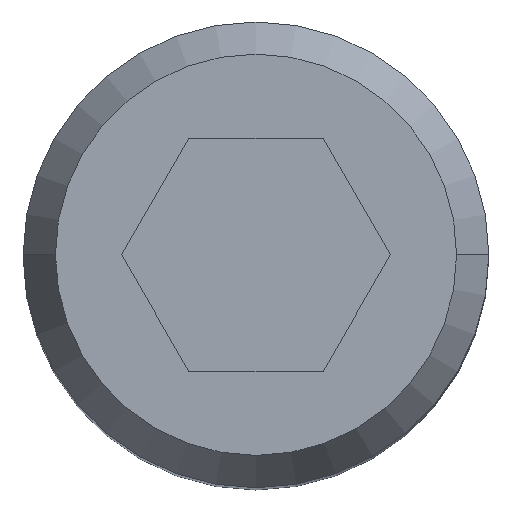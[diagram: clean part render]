
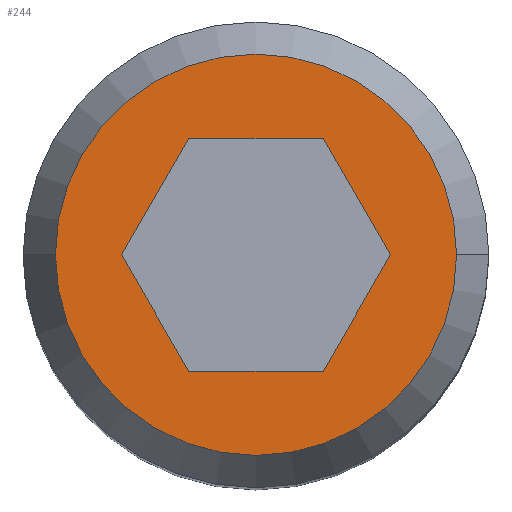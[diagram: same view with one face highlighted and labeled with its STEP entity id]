
A CAD part, top view. The second image highlights one B-rep face of the part: STEP entity #244.
In plain terms, the highlighted planar face has unit normal (0, 0, 1).
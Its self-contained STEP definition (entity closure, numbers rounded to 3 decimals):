
#118=EDGE_CURVE('',#122,#190,#303,.T.);
#122=VERTEX_POINT('',#307);
#130=EDGE_CURVE('',#166,#162,#316,.T.);
#142=EDGE_CURVE('',#190,#122,#330,.T.);
#152=EDGE_CURVE('',#162,#194,#341,.T.);
#156=EDGE_CURVE('',#186,#166,#345,.T.);
#162=VERTEX_POINT('',#351);
#166=VERTEX_POINT('',#356);
#186=VERTEX_POINT('',#378);
#188=EDGE_CURVE('',#194,#236,#380,.T.);
#190=VERTEX_POINT('',#382);
#194=VERTEX_POINT('',#386);
#230=EDGE_CURVE('',#236,#252,#425,.T.);
#236=VERTEX_POINT('',#431);
#244=ADVANCED_FACE('',(#441,#442),#443,.T.);
#252=VERTEX_POINT('',#453);
#256=EDGE_CURVE('',#252,#186,#457,.T.);
#303=CIRCLE('',#497,4.1);
#307=CARTESIAN_POINT('',(-4.1,0.,33.34));
#316=LINE('',#514,#515);
#330=CIRCLE('',#534,4.1);
#341=LINE('',#551,#552);
#345=LINE('',#557,#558);
#351=CARTESIAN_POINT('',(1.374,2.38,33.34));
#356=CARTESIAN_POINT('',(-1.374,2.38,33.34));
#378=CARTESIAN_POINT('',(-2.748,0.,33.34));
#380=LINE('',#603,#604);
#382=CARTESIAN_POINT('',(4.1,0.,33.34));
#386=CARTESIAN_POINT('',(2.748,0.,33.34));
#425=LINE('',#668,#669);
#431=CARTESIAN_POINT('',(1.374,-2.38,33.34));
#441=FACE_BOUND('',#688,.T.);
#442=FACE_OUTER_BOUND('',#689,.T.);
#443=PLANE('',#690);
#453=CARTESIAN_POINT('',(-1.374,-2.38,33.34));
#457=LINE('',#709,#710);
#497=AXIS2_PLACEMENT_3D('',#764,#765,#766);
#514=CARTESIAN_POINT('',(1.025,2.38,33.34));
#515=VECTOR('',#784,1.0);
#534=AXIS2_PLACEMENT_3D('',#805,#806,#807);
#551=CARTESIAN_POINT('',(2.661,0.151,33.34));
#552=VECTOR('',#821,1.0);
#557=CARTESIAN_POINT('',(-1.461,2.229,33.34));
#558=VECTOR('',#822,1.0);
#603=CARTESIAN_POINT('',(1.974,-1.341,33.34));
#604=VECTOR('',#852,1.0);
#668=CARTESIAN_POINT('',(0.338,-2.38,33.34));
#669=VECTOR('',#896,1.0);
#688=EDGE_LOOP('',(#916,#917,#918,#919,#920,#921));
#689=EDGE_LOOP('',(#922,#923));
#690=AXIS2_PLACEMENT_3D('',#924,#925,#926);
#709=CARTESIAN_POINT('',(-2.148,-1.039,33.34));
#710=VECTOR('',#937,1.0);
#764=CARTESIAN_POINT('',(0.,0.0,33.34));
#765=DIRECTION('',(0.,0.,1.0));
#766=DIRECTION('',(1.0,0.,0.));
#784=DIRECTION('',(1.0,0.,0.));
#805=CARTESIAN_POINT('',(0.,0.0,33.34));
#806=DIRECTION('',(0.,0.,1.0));
#807=DIRECTION('',(1.0,0.,0.));
#821=DIRECTION('',(0.5,-0.866,0.));
#822=DIRECTION('',(0.5,0.866,0.));
#852=DIRECTION('',(-0.5,-0.866,0.));
#896=DIRECTION('',(-1.0,0.,0.));
#916=ORIENTED_EDGE('',*,*,#156,.T.);
#917=ORIENTED_EDGE('',*,*,#130,.T.);
#918=ORIENTED_EDGE('',*,*,#152,.T.);
#919=ORIENTED_EDGE('',*,*,#188,.T.);
#920=ORIENTED_EDGE('',*,*,#230,.T.);
#921=ORIENTED_EDGE('',*,*,#256,.T.);
#922=ORIENTED_EDGE('',*,*,#142,.T.);
#923=ORIENTED_EDGE('',*,*,#118,.T.);
#924=CARTESIAN_POINT('',(2.05,0.,33.34));
#925=DIRECTION('',(0.,0.,1.0));
#926=DIRECTION('',(1.0,0.,0.));
#937=DIRECTION('',(-0.5,0.866,0.));
